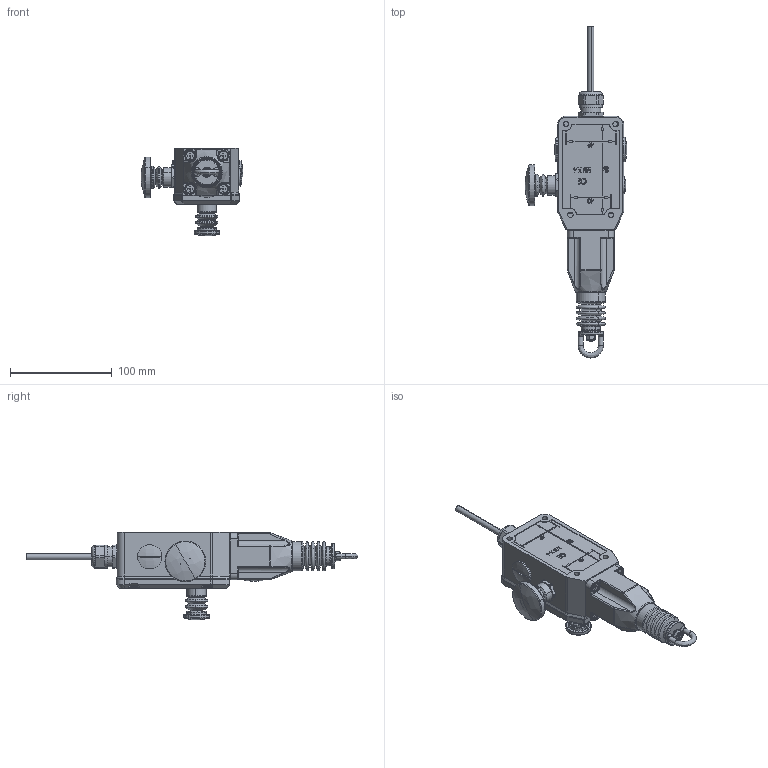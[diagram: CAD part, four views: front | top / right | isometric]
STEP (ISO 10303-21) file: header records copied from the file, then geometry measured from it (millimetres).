
FILE_DESCRIPTION (( 'STEP AP214' ), '1' );
FILE_NAME ('GLS-SS-EX-144030.STEP', '2021-06-09T15:13:05', ( '' ), ( '' ), 'SwSTEP 2.0', 'SolidWorks 2021', '' );
FILE_SCHEMA (( 'AUTOMOTIVE_DESIGN' ));
Length unit declared in the file: inch
Products named in the file (1): GLS-SS-EX-144030
Bounding box: 99.75 x 326.1 x 85.75 mm (x, y, z)
Volume: 234702.1 mm3; surface area: 147576.7 mm2
Topology: 33 solids, 33 shells, 3146 faces, 7389 edges, 4389 vertices
Faces by surface type: cylinder 1098, bspline 872, plane 824, cone 352
Entity records: 117810 total; most frequent: CARTESIAN_POINT 50037, ORIENTED_EDGE 14664, DIRECTION 13403, EDGE_CURVE 7332, AXIS2_PLACEMENT_3D 5170, VERTEX_POINT 4389, EDGE_LOOP 3365, FACE_OUTER_BOUND 3146
